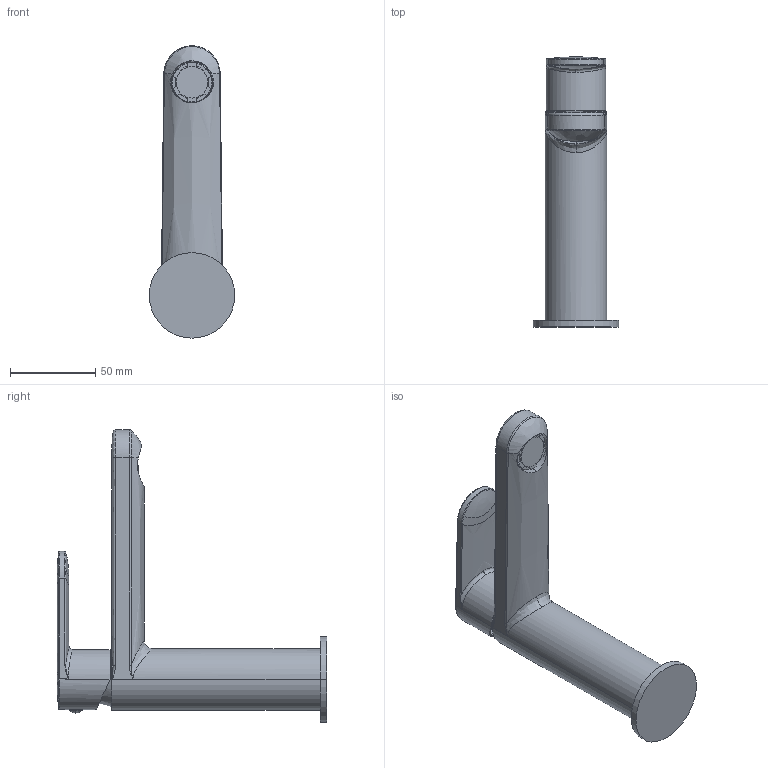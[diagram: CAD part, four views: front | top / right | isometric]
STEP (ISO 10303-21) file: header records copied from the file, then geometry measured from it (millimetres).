
FILE_DESCRIPTION((''),'2;1');
FILE_NAME('CA071HCR','2021-01-13T11:45:16',('ut3'),('PAFFONI SpA'),'CREO PARAMETRIC BY PTC INC, 2020044','CREO PARAMETRIC BY PTC INC, 2020044','');
FILE_SCHEMA(('CONFIG_CONTROL_DESIGN','SHAPE_APPEARANCE_LAYERS_GROUPS'));
Length unit declared in the file: millimetre
Products named in the file (1): CA071HCR
Bounding box: 50 x 157.92 x 171 mm (x, y, z)
Volume: 223416.7 mm3; surface area: 45306.5 mm2
Topology: 2 solids, 2 shells, 190 faces, 463 edges, 281 vertices
Faces by surface type: plane 61, cylinder 57, bspline 53, cone 17, sphere 2
Entity records: 12975 total; most frequent: CARTESIAN_POINT 7179, ORIENTED_EDGE 922, DIRECTION 747, EDGE_CURVE 461, AXIS2_PLACEMENT_3D 283, VERTEX_POINT 281, FILL_AREA_STYLE_COLOUR 250, FILL_AREA_STYLE 250
